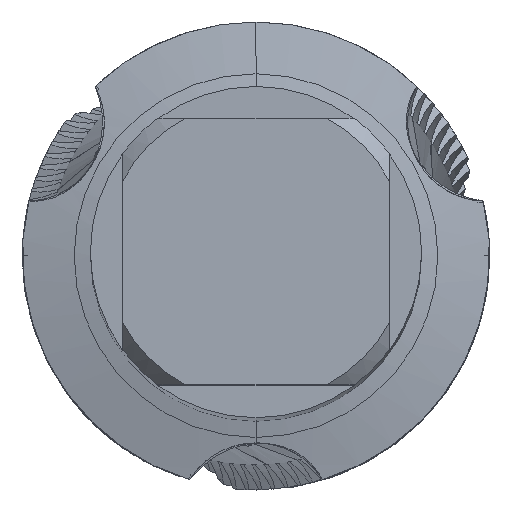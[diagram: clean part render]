
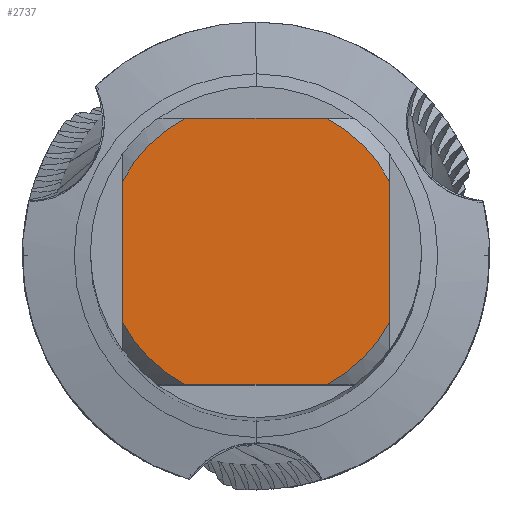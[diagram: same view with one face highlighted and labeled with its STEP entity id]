
A CAD part, top view. The second image highlights one B-rep face of the part: STEP entity #2737.
In plain terms, the highlighted planar face has unit normal (0, 0, 1).
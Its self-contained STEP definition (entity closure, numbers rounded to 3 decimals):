
#1419=VERTEX_POINT('',#4109);
#1477=EDGE_CURVE('',#3997,#2025,#4170,.T.);
#1495=EDGE_CURVE('',#2505,#2961,#4191,.T.);
#1635=VERTEX_POINT('',#4355);
#1779=EDGE_CURVE('',#2261,#1635,#4507,.T.);
#2025=VERTEX_POINT('',#4772);
#2261=VERTEX_POINT('',#5027);
#2505=VERTEX_POINT('',#5295);
#2507=EDGE_CURVE('',#1419,#2961,#5297,.T.);
#2575=VERTEX_POINT('',#5370);
#2737=ADVANCED_FACE('',(#5546),#5547,.T.);
#2931=EDGE_CURVE('',#1419,#1635,#5760,.T.);
#2961=VERTEX_POINT('',#5791);
#2975=EDGE_CURVE('',#2505,#2575,#5807,.T.);
#3593=EDGE_CURVE('',#2261,#2025,#6481,.T.);
#3783=EDGE_CURVE('',#3997,#2575,#6682,.T.);
#3997=VERTEX_POINT('',#6916);
#4109=CARTESIAN_POINT('',(-7.25,3.831,0.0));
#4170=CIRCLE('',#7213,8.2);
#4191=LINE('',#7275,#7276);
#4355=CARTESIAN_POINT('',(-7.25,-3.831,0.0));
#4507=CIRCLE('',#8168,8.2);
#4772=CARTESIAN_POINT('',(3.831,-7.25,0.0));
#5027=CARTESIAN_POINT('',(-3.831,-7.25,0.0));
#5295=CARTESIAN_POINT('',(3.831,7.25,0.0));
#5297=CIRCLE('',#10616,8.2);
#5370=CARTESIAN_POINT('',(7.25,3.831,0.0));
#5546=FACE_OUTER_BOUND('',#11321,.T.);
#5547=PLANE('',#11322);
#5760=LINE('',#11747,#11748);
#5791=CARTESIAN_POINT('',(-3.831,7.25,0.0));
#5807=CIRCLE('',#11859,8.2);
#6481=LINE('',#13376,#13377);
#6682=LINE('',#13952,#13953);
#6916=CARTESIAN_POINT('',(7.25,-3.831,0.0));
#7213=AXIS2_PLACEMENT_3D('',#14598,#14599,#14600);
#7275=CARTESIAN_POINT('',(0.0,7.25,0.0));
#7276=VECTOR('',#14627,1.0);
#8168=AXIS2_PLACEMENT_3D('',#15055,#15056,#15057);
#10616=AXIS2_PLACEMENT_3D('',#15956,#15957,#15958);
#11321=EDGE_LOOP('',(#16287,#16288,#16289,#16290,#16291,#16292,#16293,#16294));
#11322=AXIS2_PLACEMENT_3D('',#16295,#16296,#16297);
#11747=CARTESIAN_POINT('',(-7.25,2.05,0.0));
#11748=VECTOR('',#16540,1.0);
#11859=AXIS2_PLACEMENT_3D('',#16577,#16578,#16579);
#13376=CARTESIAN_POINT('',(0.0,-7.25,0.0));
#13377=VECTOR('',#17240,1.0);
#13952=CARTESIAN_POINT('',(7.25,2.05,0.0));
#13953=VECTOR('',#17400,1.0);
#14598=CARTESIAN_POINT('',(0.0,0.0,0.0));
#14599=DIRECTION('',(0.0,0.0,-1.0));
#14600=DIRECTION('',(0.0,1.0,0.0));
#14627=DIRECTION('',(-1.0,0.0,0.0));
#15055=CARTESIAN_POINT('',(0.0,0.0,0.0));
#15056=DIRECTION('',(0.0,0.0,-1.0));
#15057=DIRECTION('',(0.0,1.0,0.0));
#15956=CARTESIAN_POINT('',(0.0,0.0,0.0));
#15957=DIRECTION('',(0.0,0.0,-1.0));
#15958=DIRECTION('',(0.0,1.0,0.0));
#16287=ORIENTED_EDGE('',*,*,#2931,.T.);
#16288=ORIENTED_EDGE('',*,*,#1779,.F.);
#16289=ORIENTED_EDGE('',*,*,#3593,.T.);
#16290=ORIENTED_EDGE('',*,*,#1477,.F.);
#16291=ORIENTED_EDGE('',*,*,#3783,.T.);
#16292=ORIENTED_EDGE('',*,*,#2975,.F.);
#16293=ORIENTED_EDGE('',*,*,#1495,.T.);
#16294=ORIENTED_EDGE('',*,*,#2507,.F.);
#16295=CARTESIAN_POINT('',(0.0,4.1,0.0));
#16296=DIRECTION('',(-0.0,0.0,1.0));
#16297=DIRECTION('',(0.0,-1.0,0.0));
#16540=DIRECTION('',(-0.0,-1.0,0.0));
#16577=CARTESIAN_POINT('',(0.0,0.0,0.0));
#16578=DIRECTION('',(0.0,0.0,-1.0));
#16579=DIRECTION('',(0.0,1.0,0.0));
#17240=DIRECTION('',(1.0,0.0,0.0));
#17400=DIRECTION('',(-0.0,1.0,0.0));
